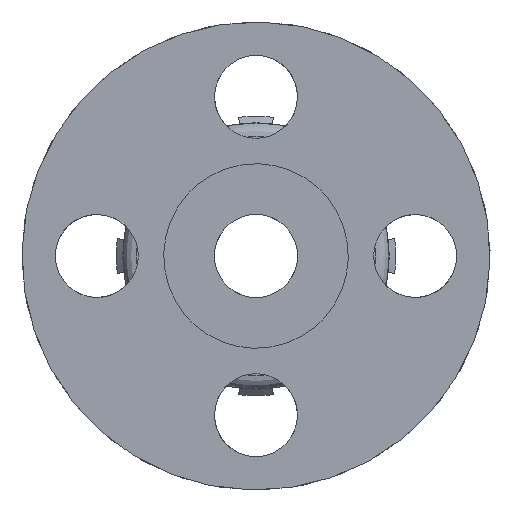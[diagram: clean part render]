
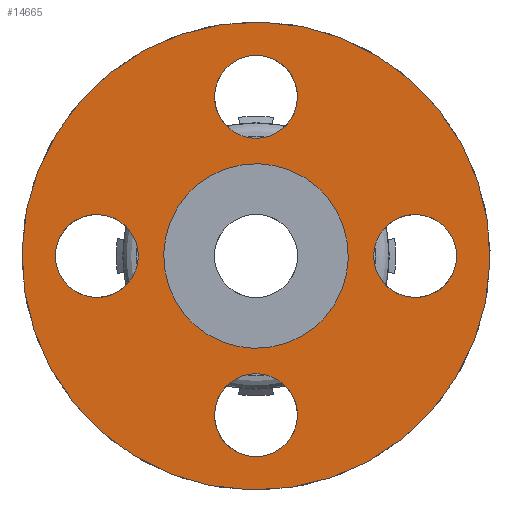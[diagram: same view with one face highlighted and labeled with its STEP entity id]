
A CAD part, front view. The second image highlights one B-rep face of the part: STEP entity #14665.
In plain terms, the highlighted face is planar.
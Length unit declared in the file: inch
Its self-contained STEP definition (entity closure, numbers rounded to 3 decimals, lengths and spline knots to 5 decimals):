
#14594=CARTESIAN_POINT('',(0.0,0.69,0.0));
#14595=DIRECTION('',(0.0,0.0,-1.0));
#14596=DIRECTION('',(-1.0,0.0,0.0));
#14597=AXIS2_PLACEMENT_3D('',#14594,#14595,#14596);
#14598=PLANE('',#14597);
#14599=CARTESIAN_POINT('',(0.83899,1.53577,0.));
#14600=VERTEX_POINT('',#14599);
#14601=CARTESIAN_POINT('',(0.0,0.0,0.));
#14602=DIRECTION('',(0.0,0.0,-1.0));
#14603=DIRECTION('',(1.0,0.0,0.0));
#14604=AXIS2_PLACEMENT_3D('',#14601,#14602,#14603);
#14605=CIRCLE('',#14604,1.75);
#14606=EDGE_CURVE('',#14600,#14600,#14605,.T.);
#14607=ORIENTED_EDGE('',*,*,#14606,.T.);
#14608=EDGE_LOOP('',(#14607));
#14609=FACE_OUTER_BOUND('',#14608,.T.);
#14610=CARTESIAN_POINT('',(0.14862,1.46205,0.));
#14611=VERTEX_POINT('',#14610);
#14612=CARTESIAN_POINT('',(0.,1.19,0.0));
#14613=DIRECTION('',(0.0,0.0,-1.0));
#14614=DIRECTION('',(1.0,0.0,0.0));
#14615=AXIS2_PLACEMENT_3D('',#14612,#14613,#14614);
#14616=CIRCLE('',#14615,0.31);
#14617=EDGE_CURVE('',#14611,#14611,#14616,.T.);
#14618=ORIENTED_EDGE('',*,*,#14617,.F.);
#14619=EDGE_LOOP('',(#14618));
#14620=FACE_BOUND('',#14619,.T.);
#14621=CARTESIAN_POINT('',(-1.46205,0.14862,0.));
#14622=VERTEX_POINT('',#14621);
#14623=CARTESIAN_POINT('',(-1.19,0.,0.0));
#14624=DIRECTION('',(0.0,0.0,-1.0));
#14625=DIRECTION('',(1.0,0.0,0.0));
#14626=AXIS2_PLACEMENT_3D('',#14623,#14624,#14625);
#14627=CIRCLE('',#14626,0.31);
#14628=EDGE_CURVE('',#14622,#14622,#14627,.T.);
#14629=ORIENTED_EDGE('',*,*,#14628,.F.);
#14630=EDGE_LOOP('',(#14629));
#14631=FACE_BOUND('',#14630,.T.);
#14632=CARTESIAN_POINT('',(-0.14862,-1.46205,0.));
#14633=VERTEX_POINT('',#14632);
#14634=CARTESIAN_POINT('',(0.,-1.19,0.0));
#14635=DIRECTION('',(0.0,0.0,-1.0));
#14636=DIRECTION('',(1.0,0.0,0.0));
#14637=AXIS2_PLACEMENT_3D('',#14634,#14635,#14636);
#14638=CIRCLE('',#14637,0.31);
#14639=EDGE_CURVE('',#14633,#14633,#14638,.T.);
#14640=ORIENTED_EDGE('',*,*,#14639,.F.);
#14641=EDGE_LOOP('',(#14640));
#14642=FACE_BOUND('',#14641,.T.);
#14643=CARTESIAN_POINT('',(0.3308,0.60553,0.0));
#14644=VERTEX_POINT('',#14643);
#14645=CARTESIAN_POINT('',(0.0,0.0,0.0));
#14646=DIRECTION('',(0.0,0.0,-1.0));
#14647=DIRECTION('',(1.0,0.0,0.0));
#14648=AXIS2_PLACEMENT_3D('',#14645,#14646,#14647);
#14649=CIRCLE('',#14648,0.69);
#14650=EDGE_CURVE('',#14644,#14644,#14649,.T.);
#14651=ORIENTED_EDGE('',*,*,#14650,.F.);
#14652=EDGE_LOOP('',(#14651));
#14653=FACE_BOUND('',#14652,.T.);
#14654=CARTESIAN_POINT('',(1.46205,-0.14862,0.));
#14655=VERTEX_POINT('',#14654);
#14656=CARTESIAN_POINT('',(1.19,0.0,0.0));
#14657=DIRECTION('',(0.0,0.0,-1.0));
#14658=DIRECTION('',(1.0,0.0,0.0));
#14659=AXIS2_PLACEMENT_3D('',#14656,#14657,#14658);
#14660=CIRCLE('',#14659,0.31);
#14661=EDGE_CURVE('',#14655,#14655,#14660,.T.);
#14662=ORIENTED_EDGE('',*,*,#14661,.F.);
#14663=EDGE_LOOP('',(#14662));
#14664=FACE_BOUND('',#14663,.T.);
#14665=ADVANCED_FACE('',(#14609,#14620,#14631,#14642,#14653,#14664),#14598,.T.);
